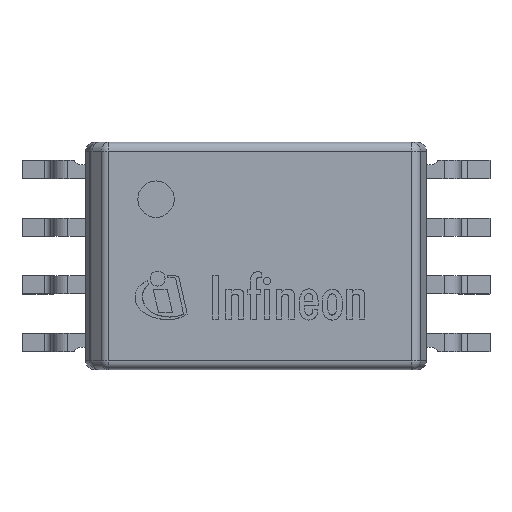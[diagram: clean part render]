
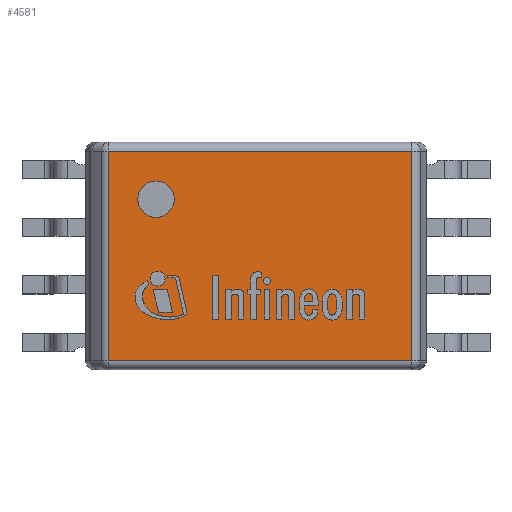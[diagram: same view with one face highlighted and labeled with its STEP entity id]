
A CAD part, top view. The second image highlights one B-rep face of the part: STEP entity #4581.
In plain terms, the highlighted planar face has unit normal (0, 0, 1).
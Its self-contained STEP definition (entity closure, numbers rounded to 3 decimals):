
#126=FACE_BOUND('',#712,.T.);
#270=CIRCLE('',#4893,0.4);
#426=FACE_OUTER_BOUND('',#711,.T.);
#711=EDGE_LOOP('',(#3187,#3188,#3189,#3190));
#712=EDGE_LOOP('',(#3191));
#988=LINE('',#6637,#1449);
#994=LINE('',#6660,#1455);
#997=LINE('',#6664,#1458);
#998=LINE('',#6666,#1459);
#1449=VECTOR('',#5420,1.);
#1455=VECTOR('',#5448,1.);
#1458=VECTOR('',#5453,1.);
#1459=VECTOR('',#5456,1.);
#1905=VERTEX_POINT('',#6596);
#1912=VERTEX_POINT('',#6613);
#1917=VERTEX_POINT('',#6625);
#1922=VERTEX_POINT('',#6641);
#1925=VERTEX_POINT('',#6651);
#2369=EDGE_CURVE('',#1905,#1905,#270,.T.);
#2387=EDGE_CURVE('',#1912,#1917,#988,.T.);
#2399=EDGE_CURVE('',#1917,#1925,#994,.T.);
#2402=EDGE_CURVE('',#1925,#1922,#997,.T.);
#2403=EDGE_CURVE('',#1922,#1912,#998,.T.);
#3187=ORIENTED_EDGE('',*,*,#2387,.F.);
#3188=ORIENTED_EDGE('',*,*,#2403,.F.);
#3189=ORIENTED_EDGE('',*,*,#2402,.F.);
#3190=ORIENTED_EDGE('',*,*,#2399,.F.);
#3191=ORIENTED_EDGE('',*,*,#2369,.T.);
#4355=PLANE('',#4938);
#4581=ADVANCED_FACE('',(#426,#126),#4355,.T.);
#4893=AXIS2_PLACEMENT_3D('',#6597,#5373,#5374);
#4938=AXIS2_PLACEMENT_3D('',#6696,#5490,#5491);
#5373=DIRECTION('center_axis',(0.,0.,-1.));
#5374=DIRECTION('ref_axis',(-1.,0.,0.));
#5420=DIRECTION('',(0.,-1.,0.));
#5448=DIRECTION('',(-1.,0.,0.));
#5453=DIRECTION('',(0.,1.,0.));
#5456=DIRECTION('',(1.,0.,0.));
#5490=DIRECTION('center_axis',(0.,0.,1.));
#5491=DIRECTION('ref_axis',(-1.,0.,0.));
#6596=CARTESIAN_POINT('',(-1.8,1.25,1.66));
#6597=CARTESIAN_POINT('Origin',(-2.2,1.25,1.66));
#6613=CARTESIAN_POINT('',(3.42,2.3,1.66));
#6625=CARTESIAN_POINT('',(3.42,-2.3,1.66));
#6637=CARTESIAN_POINT('',(3.42,-1.25,1.66));
#6641=CARTESIAN_POINT('',(-3.255,2.3,1.66));
#6651=CARTESIAN_POINT('',(-3.255,-2.3,1.66));
#6660=CARTESIAN_POINT('',(-1.875,-2.3,1.66));
#6664=CARTESIAN_POINT('',(-3.255,-1.25,1.66));
#6666=CARTESIAN_POINT('',(1.875,2.3,1.66));
#6696=CARTESIAN_POINT('Origin',(0.,0.,
1.66));
